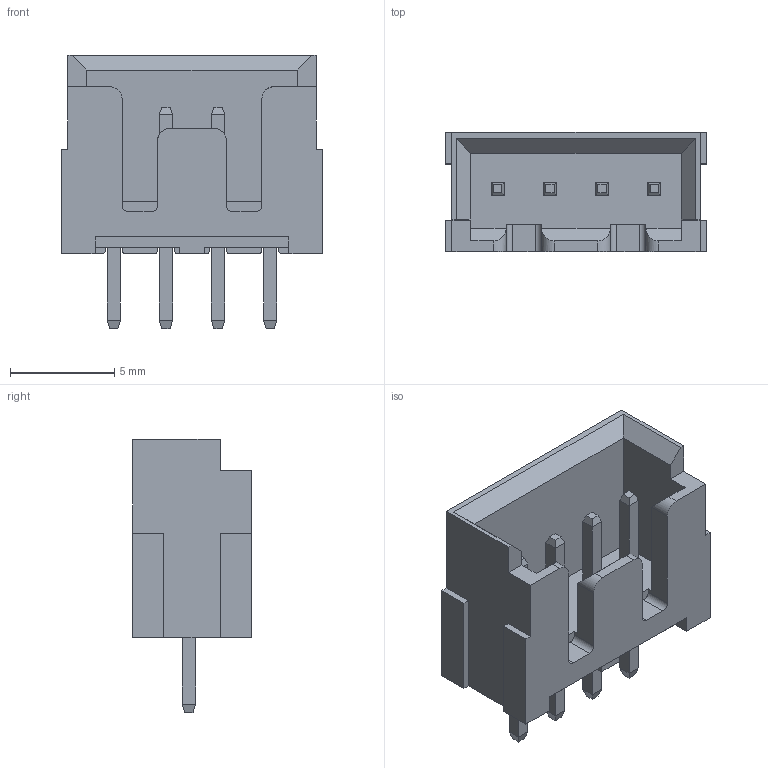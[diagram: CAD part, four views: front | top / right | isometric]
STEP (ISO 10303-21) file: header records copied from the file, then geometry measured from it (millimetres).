
FILE_DESCRIPTION(('CoCreate Modeling STEP Export'),'2;1');
FILE_NAME('DF1B-4P-2.5DSA.stp','2011-03-31T11:28:33',(''),(''),'CoCreate Modeling STEP processor for AP214 (Solid Model)','CoCreate Modeling 17.0 01-Apr-2010 (C) Parametric Technology GmbH','');
FILE_SCHEMA(('AUTOMOTIVE_DESIGN { 1 0 10303 214 1 1 1 1 }'));
Length unit declared in the file: millimetre
Products named in the file (1): DF1B-4P-2.5DSA
Bounding box: 12.5 x 5.7 x 13.1 mm (x, y, z)
Volume: 332.2 mm3; surface area: 700.8 mm2
Topology: 1 solids, 1 shells, 170 faces, 434 edges, 274 vertices
Faces by surface type: plane 154, cylinder 16
Entity records: 4998 total; most frequent: CARTESIAN_POINT 873, ORIENTED_EDGE 868, DIRECTION 800, EDGE_CURVE 434, VECTOR 398, LINE 398, VERTEX_POINT 274, AXIS2_PLACEMENT_3D 201
